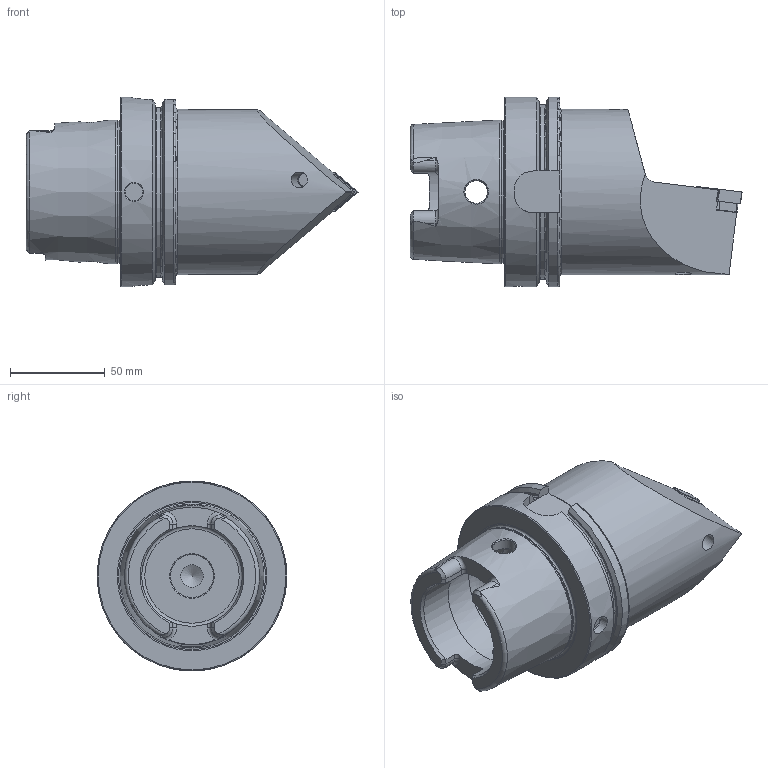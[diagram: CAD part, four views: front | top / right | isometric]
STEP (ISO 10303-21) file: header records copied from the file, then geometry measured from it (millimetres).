
FILE_DESCRIPTION (( 'STEP AP214' ), '1' );
FILE_NAME ('HA0.PCE.NMA.125.STEP', '2020-01-24T07:43:08', ( '' ), ( '' ), 'SwSTEP 2.0', 'SolidWorks 2017', '' );
FILE_SCHEMA (( 'AUTOMOTIVE_DESIGN' ));
Length unit declared in the file: millimetre
Products named in the file (7): HA0.PCE.NMA.125; KVT_MB_600_060; WCE-ER4.101.020_A; WCE-ER2.101.004_A; WCE-ER3.101.000_A; HA0-PCE.NMA.125_A; CNMG160604
Assembly tree (6 placements, depth 2):
  HA0.PCE.NMA.125
    HA0-PCE.NMA.125_A
    KVT_MB_600_060
    WCE-ER3.101.000_A
    WCE-ER2.101.004_A
    CNMG160604
    WCE-ER4.101.020_A
Bounding box: 174.9 x 100 x 100 mm (x, y, z)
Volume: 588978.8 mm3; surface area: 73269.7 mm2
Topology: 7 solids, 7 shells, 274 faces, 701 edges, 436 vertices
Faces by surface type: plane 113, cylinder 65, cone 56, torus 25, bspline 14, sphere 1
Full cylindrical faces by diameter (mm): 3.55 x1, 5 x3, 6 x4, 6.35 x1, 6.4 x1, 7 x1, 7.9 x2, 8 x1, 8.05 x1, 8.4 x1, 10 x1, 12 x3, 22.5 x1, 26 x1, 53 x2, 63 x1, 75.265 x1, 87 x1, 100 x1
Entity records: 10752 total; most frequent: CARTESIAN_POINT 3617, ORIENTED_EDGE 1206, DIRECTION 1176, EDGE_CURVE 603, AXIS2_PLACEMENT_3D 461, VERTEX_POINT 414, EDGE_LOOP 359, FACE_OUTER_BOUND 312
